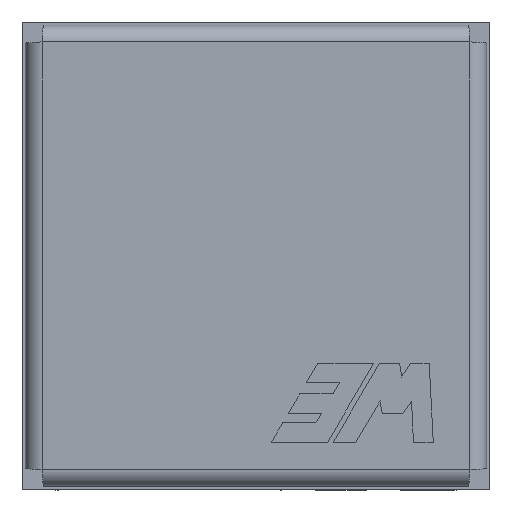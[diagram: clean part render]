
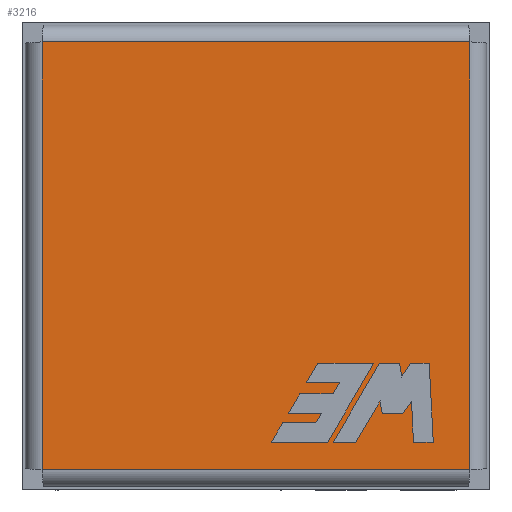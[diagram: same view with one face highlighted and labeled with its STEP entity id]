
A CAD part, top view. The second image highlights one B-rep face of the part: STEP entity #3216.
In plain terms, the highlighted face is planar.
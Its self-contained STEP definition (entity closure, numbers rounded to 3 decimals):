
#72=PLANE('',#3993);
#245=LINE('',#5099,#676);
#259=LINE('',#5216,#690);
#272=LINE('',#5331,#703);
#285=LINE('',#5445,#716);
#287=LINE('',#5504,#718);
#288=LINE('',#5507,#719);
#289=LINE('',#5509,#720);
#290=LINE('',#5511,#721);
#291=LINE('',#5513,#722);
#292=LINE('',#5515,#723);
#293=LINE('',#5517,#724);
#294=LINE('',#5519,#725);
#295=LINE('',#5521,#726);
#296=LINE('',#5523,#727);
#297=LINE('',#5525,#728);
#298=LINE('',#5527,#729);
#299=LINE('',#5528,#730);
#300=LINE('',#5531,#731);
#301=LINE('',#5533,#732);
#302=LINE('',#5535,#733);
#303=LINE('',#5537,#734);
#304=LINE('',#5539,#735);
#305=LINE('',#5541,#736);
#306=LINE('',#5543,#737);
#307=LINE('',#5545,#738);
#308=LINE('',#5547,#739);
#309=LINE('',#5549,#740);
#310=LINE('',#5551,#741);
#311=LINE('',#5553,#742);
#676=VECTOR('',#4241,1000.);
#690=VECTOR('',#4263,1000.);
#703=VECTOR('',#4284,1000.);
#716=VECTOR('',#4305,1000.);
#718=VECTOR('',#4309,1000.);
#719=VECTOR('',#4310,1000.);
#720=VECTOR('',#4311,1000.);
#721=VECTOR('',#4312,1000.);
#722=VECTOR('',#4313,1000.);
#723=VECTOR('',#4314,1000.);
#724=VECTOR('',#4315,1000.);
#725=VECTOR('',#4316,1000.);
#726=VECTOR('',#4317,1000.);
#727=VECTOR('',#4318,1000.);
#728=VECTOR('',#4319,1000.);
#729=VECTOR('',#4320,1000.);
#730=VECTOR('',#4321,1000.);
#731=VECTOR('',#4322,1000.);
#732=VECTOR('',#4323,1000.);
#733=VECTOR('',#4324,1000.);
#734=VECTOR('',#4325,1000.);
#735=VECTOR('',#4326,1000.);
#736=VECTOR('',#4327,1000.);
#737=VECTOR('',#4328,1000.);
#738=VECTOR('',#4329,1000.);
#739=VECTOR('',#4330,1000.);
#740=VECTOR('',#4331,1000.);
#741=VECTOR('',#4332,1000.);
#742=VECTOR('',#4333,1000.);
#1217=ORIENTED_EDGE('',*,*,#2115,.F.);
#1218=ORIENTED_EDGE('',*,*,#2116,.F.);
#1219=ORIENTED_EDGE('',*,*,#2117,.F.);
#1220=ORIENTED_EDGE('',*,*,#2118,.F.);
#1221=ORIENTED_EDGE('',*,*,#2119,.F.);
#1222=ORIENTED_EDGE('',*,*,#2120,.F.);
#1223=ORIENTED_EDGE('',*,*,#2121,.F.);
#1224=ORIENTED_EDGE('',*,*,#2122,.F.);
#1225=ORIENTED_EDGE('',*,*,#2123,.F.);
#1226=ORIENTED_EDGE('',*,*,#2124,.F.);
#1227=ORIENTED_EDGE('',*,*,#2125,.F.);
#1228=ORIENTED_EDGE('',*,*,#2126,.F.);
#1229=ORIENTED_EDGE('',*,*,#2127,.F.);
#1230=ORIENTED_EDGE('',*,*,#2128,.F.);
#1231=ORIENTED_EDGE('',*,*,#2129,.F.);
#1232=ORIENTED_EDGE('',*,*,#2130,.F.);
#1233=ORIENTED_EDGE('',*,*,#2131,.F.);
#1234=ORIENTED_EDGE('',*,*,#2132,.F.);
#1235=ORIENTED_EDGE('',*,*,#2133,.F.);
#1236=ORIENTED_EDGE('',*,*,#2134,.F.);
#1237=ORIENTED_EDGE('',*,*,#2135,.F.);
#1238=ORIENTED_EDGE('',*,*,#2136,.F.);
#1239=ORIENTED_EDGE('',*,*,#2137,.F.);
#1240=ORIENTED_EDGE('',*,*,#2138,.F.);
#1241=ORIENTED_EDGE('',*,*,#2139,.F.);
#1242=ORIENTED_EDGE('',*,*,#2059,.T.);
#1243=ORIENTED_EDGE('',*,*,#2077,.T.);
#1244=ORIENTED_EDGE('',*,*,#2094,.T.);
#1245=ORIENTED_EDGE('',*,*,#2111,.T.);
#2059=EDGE_CURVE('',#2516,#2517,#245,.T.);
#2077=EDGE_CURVE('',#2517,#2527,#259,.T.);
#2094=EDGE_CURVE('',#2527,#2537,#272,.T.);
#2111=EDGE_CURVE('',#2537,#2516,#285,.T.);
#2115=EDGE_CURVE('',#2546,#2547,#287,.T.);
#2116=EDGE_CURVE('',#2548,#2546,#288,.T.);
#2117=EDGE_CURVE('',#2549,#2548,#289,.T.);
#2118=EDGE_CURVE('',#2550,#2549,#290,.T.);
#2119=EDGE_CURVE('',#2551,#2550,#291,.T.);
#2120=EDGE_CURVE('',#2552,#2551,#292,.T.);
#2121=EDGE_CURVE('',#2553,#2552,#293,.T.);
#2122=EDGE_CURVE('',#2554,#2553,#294,.T.);
#2123=EDGE_CURVE('',#2555,#2554,#295,.T.);
#2124=EDGE_CURVE('',#2556,#2555,#296,.T.);
#2125=EDGE_CURVE('',#2557,#2556,#297,.T.);
#2126=EDGE_CURVE('',#2547,#2557,#298,.T.);
#2127=EDGE_CURVE('',#2558,#2559,#299,.T.);
#2128=EDGE_CURVE('',#2560,#2558,#300,.T.);
#2129=EDGE_CURVE('',#2561,#2560,#301,.T.);
#2130=EDGE_CURVE('',#2562,#2561,#302,.T.);
#2131=EDGE_CURVE('',#2563,#2562,#303,.T.);
#2132=EDGE_CURVE('',#2564,#2563,#304,.T.);
#2133=EDGE_CURVE('',#2565,#2564,#305,.T.);
#2134=EDGE_CURVE('',#2566,#2565,#306,.T.);
#2135=EDGE_CURVE('',#2567,#2566,#307,.T.);
#2136=EDGE_CURVE('',#2568,#2567,#308,.T.);
#2137=EDGE_CURVE('',#2569,#2568,#309,.T.);
#2138=EDGE_CURVE('',#2570,#2569,#310,.T.);
#2139=EDGE_CURVE('',#2559,#2570,#311,.T.);
#2516=VERTEX_POINT('',#5100);
#2517=VERTEX_POINT('',#5101);
#2527=VERTEX_POINT('',#5217);
#2537=VERTEX_POINT('',#5332);
#2546=VERTEX_POINT('',#5505);
#2547=VERTEX_POINT('',#5506);
#2548=VERTEX_POINT('',#5508);
#2549=VERTEX_POINT('',#5510);
#2550=VERTEX_POINT('',#5512);
#2551=VERTEX_POINT('',#5514);
#2552=VERTEX_POINT('',#5516);
#2553=VERTEX_POINT('',#5518);
#2554=VERTEX_POINT('',#5520);
#2555=VERTEX_POINT('',#5522);
#2556=VERTEX_POINT('',#5524);
#2557=VERTEX_POINT('',#5526);
#2558=VERTEX_POINT('',#5529);
#2559=VERTEX_POINT('',#5530);
#2560=VERTEX_POINT('',#5532);
#2561=VERTEX_POINT('',#5534);
#2562=VERTEX_POINT('',#5536);
#2563=VERTEX_POINT('',#5538);
#2564=VERTEX_POINT('',#5540);
#2565=VERTEX_POINT('',#5542);
#2566=VERTEX_POINT('',#5544);
#2567=VERTEX_POINT('',#5546);
#2568=VERTEX_POINT('',#5548);
#2569=VERTEX_POINT('',#5550);
#2570=VERTEX_POINT('',#5552);
#2832=EDGE_LOOP('',(#1217,#1218,#1219,#1220,#1221,#1222,#1223,#1224,#1225,
#1226,#1227,#1228));
#2833=EDGE_LOOP('',(#1229,#1230,#1231,#1232,#1233,#1234,#1235,#1236,#1237,
#1238,#1239,#1240,#1241));
#2834=EDGE_LOOP('',(#1242,#1243,#1244,#1245));
#3015=FACE_BOUND('',#2832,.T.);
#3016=FACE_BOUND('',#2833,.T.);
#3017=FACE_BOUND('',#2834,.T.);
#3216=ADVANCED_FACE('',(#3015,#3016,#3017),#72,.T.);
#3993=AXIS2_PLACEMENT_3D('',#5503,#4307,#4308);
#4241=DIRECTION('',(0.,0.,-1.));
#4263=DIRECTION('',(-1.,0.,0.));
#4284=DIRECTION('',(0.,0.,1.));
#4305=DIRECTION('',(1.,0.,0.));
#4307=DIRECTION('',(0.,1.,0.));
#4308=DIRECTION('',(0.,0.,1.));
#4309=DIRECTION('',(1.,0.,0.));
#4310=DIRECTION('',(-0.507,0.,0.862));
#4311=DIRECTION('',(-1.,0.,0.));
#4312=DIRECTION('',(-0.52,0.,0.854));
#4313=DIRECTION('',(1.,0.,0.));
#4314=DIRECTION('',(-0.505,0.,0.863));
#4315=DIRECTION('',(-1.,0.,0.));
#4316=DIRECTION('',(-0.507,0.,0.862));
#4317=DIRECTION('',(1.,0.,0.));
#4318=DIRECTION('',(-0.509,0.,0.861));
#4319=DIRECTION('',(-1.,0.,0.));
#4320=DIRECTION('',(0.504,0.,-0.864));
#4321=DIRECTION('',(1.,0.,0.));
#4322=DIRECTION('',(0.047,0.,0.999));
#4323=DIRECTION('',(0.583,0.,-0.812));
#4324=DIRECTION('',(1.,0.,0.));
#4325=DIRECTION('',(0.171,0.,0.985));
#4326=DIRECTION('',(0.512,0.,-0.859));
#4327=DIRECTION('',(1.,0.,0.));
#4328=DIRECTION('',(-0.506,0.,0.863));
#4329=DIRECTION('',(-1.,0.,0.));
#4330=DIRECTION('',(-0.141,0.,-0.99));
#4331=DIRECTION('',(-0.551,0.,0.834));
#4332=DIRECTION('',(-1.,0.,0.));
#4333=DIRECTION('',(-0.052,0.,-0.999));
#5099=CARTESIAN_POINT('',(3.2,0.,-3.2));
#5100=CARTESIAN_POINT('',(3.2,0.,3.2));
#5101=CARTESIAN_POINT('',(3.2,0.,-3.2));
#5216=CARTESIAN_POINT('',(-3.2,0.,-3.2));
#5217=CARTESIAN_POINT('',(-3.2,0.,-3.2));
#5331=CARTESIAN_POINT('',(-3.2,0.,-3.2));
#5332=CARTESIAN_POINT('',(-3.2,0.,3.2));
#5445=CARTESIAN_POINT('',(-3.2,0.,3.2));
#5503=CARTESIAN_POINT('',(3.2,0.,3.2));
#5504=CARTESIAN_POINT('',(0.229,0.,2.79));
#5505=CARTESIAN_POINT('',(0.229,0.,2.79));
#5506=CARTESIAN_POINT('',(1.071,0.,2.79));
#5507=CARTESIAN_POINT('',(0.402,0.,2.496));
#5508=CARTESIAN_POINT('',(0.402,0.,2.496));
#5509=CARTESIAN_POINT('',(0.897,0.,2.496));
#5510=CARTESIAN_POINT('',(0.897,0.,2.496));
#5511=CARTESIAN_POINT('',(0.98,0.,2.359));
#5512=CARTESIAN_POINT('',(0.98,0.,2.359));
#5513=CARTESIAN_POINT('',(0.483,0.,2.359));
#5514=CARTESIAN_POINT('',(0.483,0.,2.359));
#5515=CARTESIAN_POINT('',(0.655,0.,2.066));
#5516=CARTESIAN_POINT('',(0.655,0.,2.066));
#5517=CARTESIAN_POINT('',(1.154,0.,2.066));
#5518=CARTESIAN_POINT('',(1.154,0.,2.066));
#5519=CARTESIAN_POINT('',(1.253,0.,1.898));
#5520=CARTESIAN_POINT('',(1.253,0.,1.898));
#5521=CARTESIAN_POINT('',(0.754,0.,1.898));
#5522=CARTESIAN_POINT('',(0.754,0.,1.898));
#5523=CARTESIAN_POINT('',(0.924,0.,1.61));
#5524=CARTESIAN_POINT('',(0.924,0.,1.61));
#5525=CARTESIAN_POINT('',(1.759,0.,1.61));
#5526=CARTESIAN_POINT('',(1.759,0.,1.61));
#5527=CARTESIAN_POINT('',(1.071,0.,2.79));
#5528=CARTESIAN_POINT('',(2.355,0.,2.79));
#5529=CARTESIAN_POINT('',(2.355,0.,2.79));
#5530=CARTESIAN_POINT('',(2.652,0.,2.79));
#5531=CARTESIAN_POINT('',(2.327,0.,2.178));
#5532=CARTESIAN_POINT('',(2.327,0.,2.178));
#5533=CARTESIAN_POINT('',(2.196,0.,2.359));
#5534=CARTESIAN_POINT('',(2.196,0.,2.359));
#5535=CARTESIAN_POINT('',(1.889,0.,2.359));
#5536=CARTESIAN_POINT('',(1.889,0.,2.359));
#5537=CARTESIAN_POINT('',(1.856,0.,2.171));
#5538=CARTESIAN_POINT('',(1.856,0.,2.171));
#5539=CARTESIAN_POINT('',(1.487,0.,2.79));
#5540=CARTESIAN_POINT('',(1.487,0.,2.79));
#5541=CARTESIAN_POINT('',(1.155,0.,2.79));
#5542=CARTESIAN_POINT('',(1.155,0.,2.79));
#5543=CARTESIAN_POINT('',(1.845,0.,1.61));
#5544=CARTESIAN_POINT('',(1.845,0.,1.61));
#5545=CARTESIAN_POINT('',(2.149,0.,1.61));
#5546=CARTESIAN_POINT('',(2.149,0.,1.61));
#5547=CARTESIAN_POINT('',(2.178,0.,1.813));
#5548=CARTESIAN_POINT('',(2.178,0.,1.813));
#5549=CARTESIAN_POINT('',(2.312,0.,1.61));
#5550=CARTESIAN_POINT('',(2.312,0.,1.61));
#5551=CARTESIAN_POINT('',(2.591,0.,1.61));
#5552=CARTESIAN_POINT('',(2.591,0.,1.61));
#5553=CARTESIAN_POINT('',(2.652,0.,2.79));
